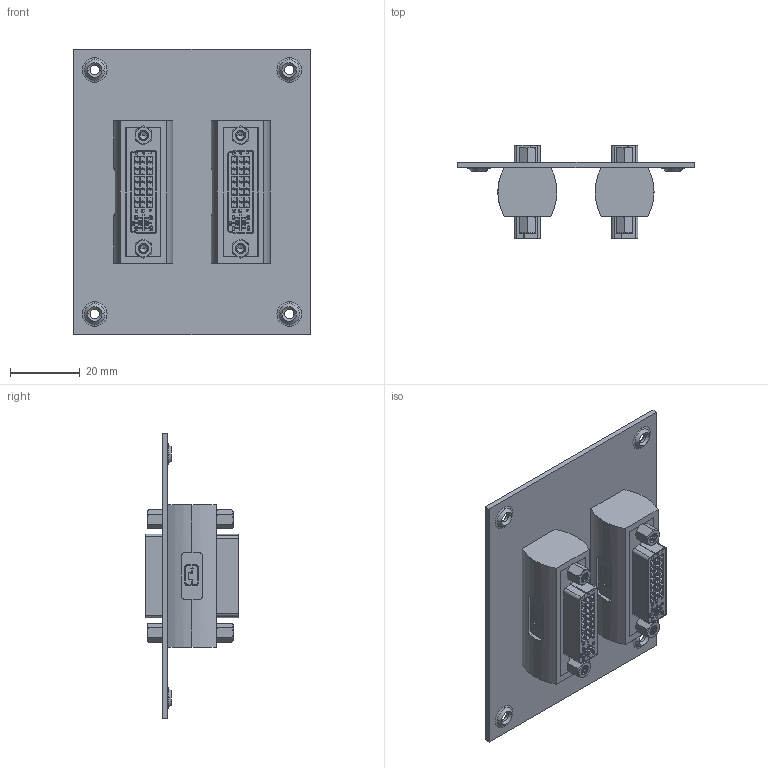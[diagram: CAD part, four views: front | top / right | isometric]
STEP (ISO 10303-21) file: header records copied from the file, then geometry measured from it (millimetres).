
FILE_DESCRIPTION (( 'STEP AP214' ), '1' );
FILE_NAME ('USP2DVIB.STEP', '2017-05-30T20:50:43', ( 'L-Com' ), ( 'L-Com Global Connectivity' ), 'SwSTEP 2.0', 'SolidWorks 2014', '' );
FILE_SCHEMA (( 'AUTOMOTIVE_DESIGN' ));
Length unit declared in the file: inch
Products named in the file (6): DMB605FF_.040" offset; DMB605FF-JACKSCREW; 3AB14-004; DMB605FF-MA1; 1AR04-003; USP2DVIB
Assembly tree (10 placements, depth 3):
  USP2DVIB
    1AR04-003
    DMB605FF_.040" offset  x2
      DMB605FF-MA1
      3AB14-004
      DMB605FF-JACKSCREW
Bounding box: 68.07 x 26.7 x 82.04 mm (x, y, z)
Volume: 29647.2 mm3; surface area: 25439.6 mm2
Topology: 15 solids, 15 shells, 3166 faces, 8472 edges, 5584 vertices
Faces by surface type: plane 2110, bspline 512, cylinder 344, cone 184, torus 16
Entity records: 37475 total; most frequent: CARTESIAN_POINT 15101, ORIENTED_EDGE 4470, DIRECTION 3587, EDGE_CURVE 2235, LINE 1669, VECTOR 1669, VERTEX_POINT 1481, AXIS2_PLACEMENT_3D 959
